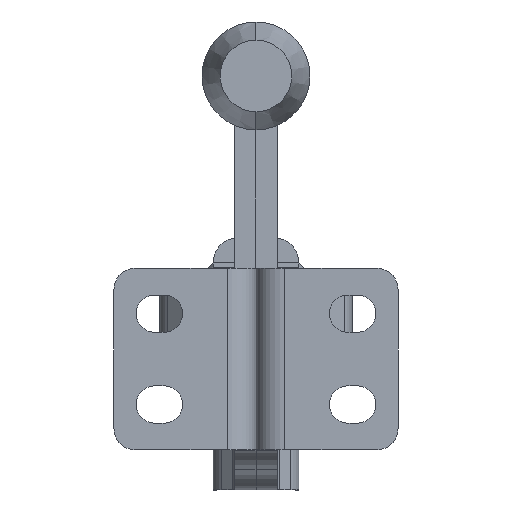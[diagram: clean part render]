
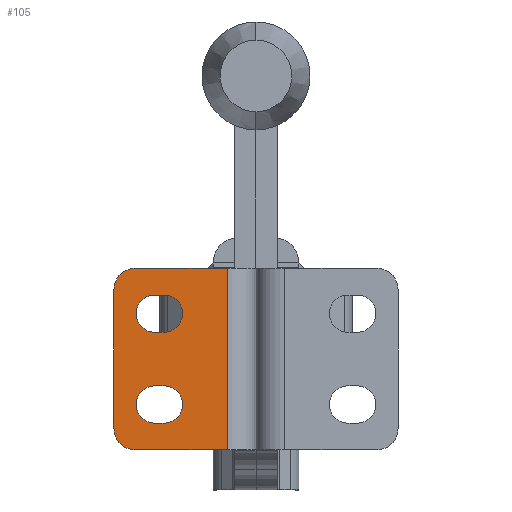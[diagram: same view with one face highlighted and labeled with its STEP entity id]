
A CAD part, front view. The second image highlights one B-rep face of the part: STEP entity #105.
In plain terms, the highlighted planar face has unit normal (0, -1, 0).
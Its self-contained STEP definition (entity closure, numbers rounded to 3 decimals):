
#105 = ADVANCED_FACE ( 'NONE', ( #30118, #30121, #30119 ), #13717, .F. ) ;
#1937 = VERTEX_POINT ( 'NONE', #9521 ) ;
#1961 = VERTEX_POINT ( 'NONE', #9545 ) ;
#1963 = VERTEX_POINT ( 'NONE', #9547 ) ;
#1964 = VERTEX_POINT ( 'NONE', #9548 ) ;
#1965 = VERTEX_POINT ( 'NONE', #9549 ) ;
#1966 = VERTEX_POINT ( 'NONE', #9550 ) ;
#1969 = VERTEX_POINT ( 'NONE', #9553 ) ;
#1970 = VERTEX_POINT ( 'NONE', #9554 ) ;
#1983 = VERTEX_POINT ( 'NONE', #9567 ) ;
#1984 = VERTEX_POINT ( 'NONE', #9568 ) ;
#1995 = VERTEX_POINT ( 'NONE', #9579 ) ;
#2018 = VERTEX_POINT ( 'NONE', #9602 ) ;
#2026 = VERTEX_POINT ( 'NONE', #9610 ) ;
#2067 = VERTEX_POINT ( 'NONE', #9651 ) ;
#2082 = VERTEX_POINT ( 'NONE', #9666 ) ;
#2104 = VERTEX_POINT ( 'NONE', #9688 ) ;
#3106 = ORIENTED_EDGE ( 'NONE', *, *, #29273, .T. ) ;
#3107 = ORIENTED_EDGE ( 'NONE', *, *, #29274, .T. ) ;
#3108 = ORIENTED_EDGE ( 'NONE', *, *, #29275, .T. ) ;
#3109 = ORIENTED_EDGE ( 'NONE', *, *, #29276, .T. ) ;
#3110 = ORIENTED_EDGE ( 'NONE', *, *, #29163, .T. ) ;
#3111 = ORIENTED_EDGE ( 'NONE', *, *, #29277, .T. ) ;
#3112 = ORIENTED_EDGE ( 'NONE', *, *, #29278, .T. ) ;
#3113 = ORIENTED_EDGE ( 'NONE', *, *, #29279, .T. ) ;
#3114 = ORIENTED_EDGE ( 'NONE', *, *, #29280, .T. ) ;
#3115 = ORIENTED_EDGE ( 'NONE', *, *, #29159, .T. ) ;
#3116 = ORIENTED_EDGE ( 'NONE', *, *, #29265, .F. ) ;
#3117 = ORIENTED_EDGE ( 'NONE', *, *, #29267, .F. ) ;
#3118 = ORIENTED_EDGE ( 'NONE', *, *, #29281, .F. ) ;
#3119 = ORIENTED_EDGE ( 'NONE', *, *, #29282, .F. ) ;
#3120 = ORIENTED_EDGE ( 'NONE', *, *, #29283, .F. ) ;
#3121 = ORIENTED_EDGE ( 'NONE', *, *, #29271, .F. ) ;
#5449 = AXIS2_PLACEMENT_3D ( 'NONE', #13716, #13710, #13719 ) ;
#9521 = CARTESIAN_POINT ( 'NONE',  ( -14.15, -3., 9.35 ) ) ;
#9545 = CARTESIAN_POINT ( 'NONE',  ( -12.85, -3., 9.35 ) ) ;
#9547 = CARTESIAN_POINT ( 'NONE',  ( -19.85, -3., 8.6 ) ) ;
#9548 = CARTESIAN_POINT ( 'NONE',  ( -14.15, -3., 22.05 ) ) ;
#9549 = CARTESIAN_POINT ( 'NONE',  ( -12.85, -3., 22.05 ) ) ;
#9550 = CARTESIAN_POINT ( 'NONE',  ( -19.85, -3., 28. ) ) ;
#9553 = CARTESIAN_POINT ( 'NONE',  ( -4., -3., 31. ) ) ;
#9554 = CARTESIAN_POINT ( 'NONE',  ( -16.85, -3., 5.6 ) ) ;
#9567 = CARTESIAN_POINT ( 'NONE',  ( -16.85, -3., 31. ) ) ;
#9568 = CARTESIAN_POINT ( 'NONE',  ( -12.85, -3., 27.25 ) ) ;
#9579 = CARTESIAN_POINT ( 'NONE',  ( -12.85, -3., 14.55 ) ) ;
#9602 = CARTESIAN_POINT ( 'NONE',  ( -16.75, -3., 11.95 ) ) ;
#9610 = CARTESIAN_POINT ( 'NONE',  ( -14.15, -3., 14.55 ) ) ;
#9651 = CARTESIAN_POINT ( 'NONE',  ( -16.75, -3., 24.65 ) ) ;
#9666 = CARTESIAN_POINT ( 'NONE',  ( -4., -3., 5.6 ) ) ;
#9688 = CARTESIAN_POINT ( 'NONE',  ( -14.15, -3., 27.25 ) ) ;
#13710 = DIRECTION ( 'NONE',  ( 0., 1., 0. ) ) ;
#13716 = CARTESIAN_POINT ( 'NONE',  ( -16.85, -3., 28. ) ) ;
#13717 = PLANE ( 'NONE',  #5449 ) ;
#13719 = DIRECTION ( 'NONE',  ( -1., 0., 0. ) ) ;
#18479 = AXIS2_PLACEMENT_3D ( 'NONE', #24480, #24482, #24484 ) ;
#18481 = AXIS2_PLACEMENT_3D ( 'NONE', #24508, #24510, #24512 ) ;
#18519 = AXIS2_PLACEMENT_3D ( 'NONE', #25797, #25798, #25799 ) ;
#18520 = AXIS2_PLACEMENT_3D ( 'NONE', #25802, #25803, #25804 ) ;
#18521 = AXIS2_PLACEMENT_3D ( 'NONE', #25805, #25806, #25807 ) ;
#18522 = AXIS2_PLACEMENT_3D ( 'NONE', #25810, #25811, #25812 ) ;
#18523 = AXIS2_PLACEMENT_3D ( 'NONE', #25813, #25814, #25815 ) ;
#18524 = AXIS2_PLACEMENT_3D ( 'NONE', #25818, #25819, #25820 ) ;
#19629 = EDGE_LOOP ( 'NONE', ( #3106, #3107, #3108, #3109, #3110 ) ) ;
#19653 = EDGE_LOOP ( 'NONE', ( #3111, #3112, #3113, #3114, #3115 ) ) ;
#19669 = EDGE_LOOP ( 'NONE', ( #3116, #3117, #3118, #3119, #3120, #3121 ) ) ;
#21447 = CIRCLE ( 'NONE', #18479, 2.6 ) ;
#21451 = CIRCLE ( 'NONE', #18481, 2.6 ) ;
#21791 = LINE ( 'NONE', #25773, #21795 ) ;
#21795 = VECTOR ( 'NONE', #25769, 1000. ) ;
#21797 = LINE ( 'NONE', #25781, #21803 ) ;
#21803 = VECTOR ( 'NONE', #25783, 1000. ) ;
#21809 = CIRCLE ( 'NONE', #18524, 3. ) ;
#21813 = LINE ( 'NONE', #25789, #21819 ) ;
#21819 = VECTOR ( 'NONE', #25790, 1000. ) ;
#21821 = LINE ( 'NONE', #25793, #21827 ) ;
#21825 = CIRCLE ( 'NONE', #18519, 2.6 ) ;
#21827 = VECTOR ( 'NONE', #25794, 1000. ) ;
#21829 = LINE ( 'NONE', #25787, #21833 ) ;
#21831 = CIRCLE ( 'NONE', #18520, 2.6 ) ;
#21833 = VECTOR ( 'NONE', #25785, 1000. ) ;
#21835 = LINE ( 'NONE', #25795, #21839 ) ;
#21837 = CIRCLE ( 'NONE', #18521, 2.6 ) ;
#21839 = VECTOR ( 'NONE', #25796, 1000. ) ;
#21841 = LINE ( 'NONE', #25800, #21845 ) ;
#21843 = CIRCLE ( 'NONE', #18522, 2.6 ) ;
#21845 = VECTOR ( 'NONE', #25801, 1000. ) ;
#21847 = CIRCLE ( 'NONE', #18523, 3. ) ;
#21849 = LINE ( 'NONE', #25808, #21853 ) ;
#21853 = VECTOR ( 'NONE', #25809, 1000. ) ;
#24480 = CARTESIAN_POINT ( 'NONE',  ( -14.15, -3., 11.95 ) ) ;
#24482 = DIRECTION ( 'NONE',  ( 0., 1., 0. ) ) ;
#24484 = DIRECTION ( 'NONE',  ( -1., 0., 0. ) ) ;
#24508 = CARTESIAN_POINT ( 'NONE',  ( -14.15, -3., 24.65 ) ) ;
#24510 = DIRECTION ( 'NONE',  ( 0., 1., 0. ) ) ;
#24512 = DIRECTION ( 'NONE',  ( -1., 0., 0. ) ) ;
#25769 = DIRECTION ( 'NONE',  ( 0., 0., -1. ) ) ;
#25773 = CARTESIAN_POINT ( 'NONE',  ( -4., -3., 28. ) ) ;
#25781 = CARTESIAN_POINT ( 'NONE',  ( -16.85, -3., 31. ) ) ;
#25783 = DIRECTION ( 'NONE',  ( 1., 0., 0. ) ) ;
#25785 = DIRECTION ( 'NONE',  ( -1., 0., 0. ) ) ;
#25787 = CARTESIAN_POINT ( 'NONE',  ( -12.85, -3., 22.05 ) ) ;
#25789 = CARTESIAN_POINT ( 'NONE',  ( -3., -3., 5.6 ) ) ;
#25790 = DIRECTION ( 'NONE',  ( -1., 0., 0. ) ) ;
#25793 = CARTESIAN_POINT ( 'NONE',  ( -12.85, -3., 27.25 ) ) ;
#25794 = DIRECTION ( 'NONE',  ( 1., 0., 0. ) ) ;
#25795 = CARTESIAN_POINT ( 'NONE',  ( -12.85, -3., 14.55 ) ) ;
#25796 = DIRECTION ( 'NONE',  ( 1., 0., 0. ) ) ;
#25797 = CARTESIAN_POINT ( 'NONE',  ( -12.85, -3., 24.65 ) ) ;
#25798 = DIRECTION ( 'NONE',  ( 0., 1., 0. ) ) ;
#25799 = DIRECTION ( 'NONE',  ( -1., 0., 0. ) ) ;
#25800 = CARTESIAN_POINT ( 'NONE',  ( -12.85, -3., 9.35 ) ) ;
#25801 = DIRECTION ( 'NONE',  ( -1., 0., 0. ) ) ;
#25802 = CARTESIAN_POINT ( 'NONE',  ( -14.15, -3., 24.65 ) ) ;
#25803 = DIRECTION ( 'NONE',  ( 0., 1., 0. ) ) ;
#25804 = DIRECTION ( 'NONE',  ( -1., 0., 0. ) ) ;
#25805 = CARTESIAN_POINT ( 'NONE',  ( -12.85, -3., 11.95 ) ) ;
#25806 = DIRECTION ( 'NONE',  ( 0., 1., 0. ) ) ;
#25807 = DIRECTION ( 'NONE',  ( -1., 0., 0. ) ) ;
#25808 = CARTESIAN_POINT ( 'NONE',  ( -19.85, -3., 8.6 ) ) ;
#25809 = DIRECTION ( 'NONE',  ( 0., 0., 1. ) ) ;
#25810 = CARTESIAN_POINT ( 'NONE',  ( -14.15, -3., 11.95 ) ) ;
#25811 = DIRECTION ( 'NONE',  ( 0., 1., 0. ) ) ;
#25812 = DIRECTION ( 'NONE',  ( -1., 0., 0. ) ) ;
#25813 = CARTESIAN_POINT ( 'NONE',  ( -16.85, -3., 28. ) ) ;
#25814 = DIRECTION ( 'NONE',  ( 0., 1., 0. ) ) ;
#25815 = DIRECTION ( 'NONE',  ( -1., 0., 0. ) ) ;
#25818 = CARTESIAN_POINT ( 'NONE',  ( -16.85, -3., 8.6 ) ) ;
#25819 = DIRECTION ( 'NONE',  ( 0., 1., 0. ) ) ;
#25820 = DIRECTION ( 'NONE',  ( -1., 0., 0. ) ) ;
#29159 = EDGE_CURVE ( 'NONE', #2018, #2026, #21447, .T. ) ;
#29163 = EDGE_CURVE ( 'NONE', #2067, #2104, #21451, .T. ) ;
#29265 = EDGE_CURVE ( 'NONE', #1969, #2082, #21791, .T. ) ;
#29267 = EDGE_CURVE ( 'NONE', #1983, #1969, #21797, .T. ) ;
#29271 = EDGE_CURVE ( 'NONE', #2082, #1970, #21813, .T. ) ;
#29273 = EDGE_CURVE ( 'NONE', #2104, #1984, #21821, .T. ) ;
#29274 = EDGE_CURVE ( 'NONE', #1984, #1965, #21825, .T. ) ;
#29275 = EDGE_CURVE ( 'NONE', #1965, #1964, #21829, .T. ) ;
#29276 = EDGE_CURVE ( 'NONE', #1964, #2067, #21831, .T. ) ;
#29277 = EDGE_CURVE ( 'NONE', #2026, #1995, #21835, .T. ) ;
#29278 = EDGE_CURVE ( 'NONE', #1995, #1961, #21837, .T. ) ;
#29279 = EDGE_CURVE ( 'NONE', #1961, #1937, #21841, .T. ) ;
#29280 = EDGE_CURVE ( 'NONE', #1937, #2018, #21843, .T. ) ;
#29281 = EDGE_CURVE ( 'NONE', #1966, #1983, #21847, .T. ) ;
#29282 = EDGE_CURVE ( 'NONE', #1963, #1966, #21849, .T. ) ;
#29283 = EDGE_CURVE ( 'NONE', #1970, #1963, #21809, .T. ) ;
#30118 = FACE_BOUND ( 'NONE', #19629, .T. ) ;
#30119 = FACE_OUTER_BOUND ( 'NONE', #19669, .T. ) ;
#30121 = FACE_BOUND ( 'NONE', #19653, .T. ) ;
